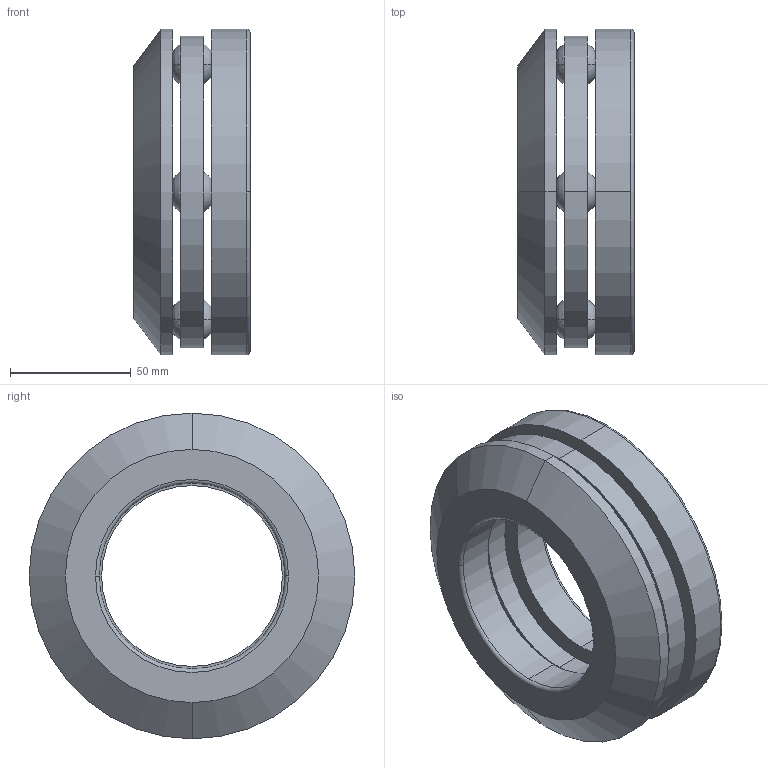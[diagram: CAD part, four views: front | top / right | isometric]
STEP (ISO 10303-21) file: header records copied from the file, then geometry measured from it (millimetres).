
FILE_DESCRIPTION(('STEP AP214'),'1');
FILE_NAME('53315.stp','2025-09-17T11:08:59',('TraceParts'),('TraceParts S.A.S.'),'Spatial InterOp 3D',' ',' ');
FILE_SCHEMA(('AUTOMOTIVE_DESIGN { 1 0 10303 214 1 1 1 1 }'));
Length unit declared in the file: millimetre
Products named in the file (1): INAFAG_53315_37YDDP7QQ8EXL7O5TEIZ1EBQ8_1
Bounding box: 48.1 x 135 x 135 mm (x, y, z)
Volume: 351293.3 mm3; surface area: 83894.7 mm2
Topology: 7 solids, 7 shells, 48 faces, 123 edges, 75 vertices
Faces by surface type: sphere 16, cylinder 12, torus 10, plane 8, cone 2
Entity records: 1865 total; most frequent: DIRECTION 310, CARTESIAN_POINT 237, ORIENTED_EDGE 214, AXIS2_PLACEMENT_3D 148, EDGE_CURVE 107, CIRCLE 93, VERTEX_POINT 75, EDGE_LOOP 64
